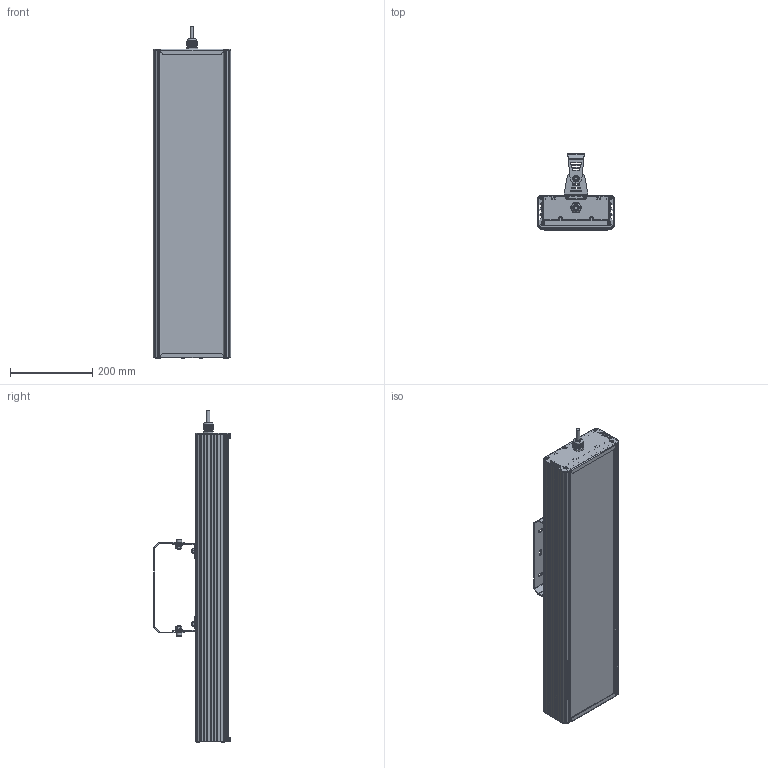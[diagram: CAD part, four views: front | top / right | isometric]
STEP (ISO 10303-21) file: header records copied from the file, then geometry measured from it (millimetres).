
FILE_DESCRIPTION(('STEP AP214'), '1');
FILE_NAME('001.0079.32.000 - ÃÑÏ-Ýêñòðà-160', '2023-10-24T05:12:55', ('Ëóêîíèí'), ('ÎÊÁ Ñâîé Ñòèëü'), 'C3D Converter', 'C3D Toolkit', '');
FILE_SCHEMA(('AUTOMOTIVE_DESIGN { 1 0 10303 214 3 1 1}'));
Length unit declared in the file: millimetre
Products named in the file (40): 001.0079.32.000
Assembly tree (78 placements, depth 4):
  001.0079.32.000
    (unnamed)
      (unnamed)
      (unnamed)
      (unnamed)
      (unnamed)  x6
      (unnamed)  x6
      (unnamed)
      (unnamed)
      (unnamed)
      (unnamed)
        (unnamed)
      (unnamed)  x16
        (unnamed)
        (unnamed)
        (unnamed)
        (unnamed)
        (unnamed)
        (unnamed)
        (unnamed)
        (unnamed)
        (unnamed)
    (unnamed)
      (unnamed)  x2
      (unnamed)
      (unnamed)
      (unnamed)
      (unnamed)
      (unnamed)
      (unnamed)
      (unnamed)  x2
      (unnamed)
      (unnamed)
      (unnamed)
      (unnamed)
      (unnamed)
      (unnamed)
      (unnamed)
      (unnamed)
      (unnamed)
Bounding box: 187.37 x 184.68 x 806.43 mm (x, y, z)
Volume: 2267191.1 mm3; surface area: 1777434.2 mm2
Topology: 551 solids, 551 shells, 6176 faces, 14767 edges, 9859 vertices
Faces by surface type: plane 4180, cylinder 1714, cone 178, bspline 77, sphere 16, torus 11
Full cylindrical faces by diameter (mm): 1 x16, 2 x32, 2.5 x64, 2.8 x400, 3.2 x16, 3.5 x80, 4 x12, 6 x4, 6.375 x2, 8 x16, 8.5 x8, 12 x3, 12.5 x1, 13.333 x2, 16 x5, 18.5 x3, 20 x1, 23.5 x1
Entity records: 102699 total; most frequent: CARTESIAN_POINT 45279, ORIENTED_EDGE 10812, DIRECTION 10006, EDGE_CURVE 5406, VERTEX_POINT 3682, AXIS2_PLACEMENT_3D 3414, LINE 3178, VECTOR 3178
